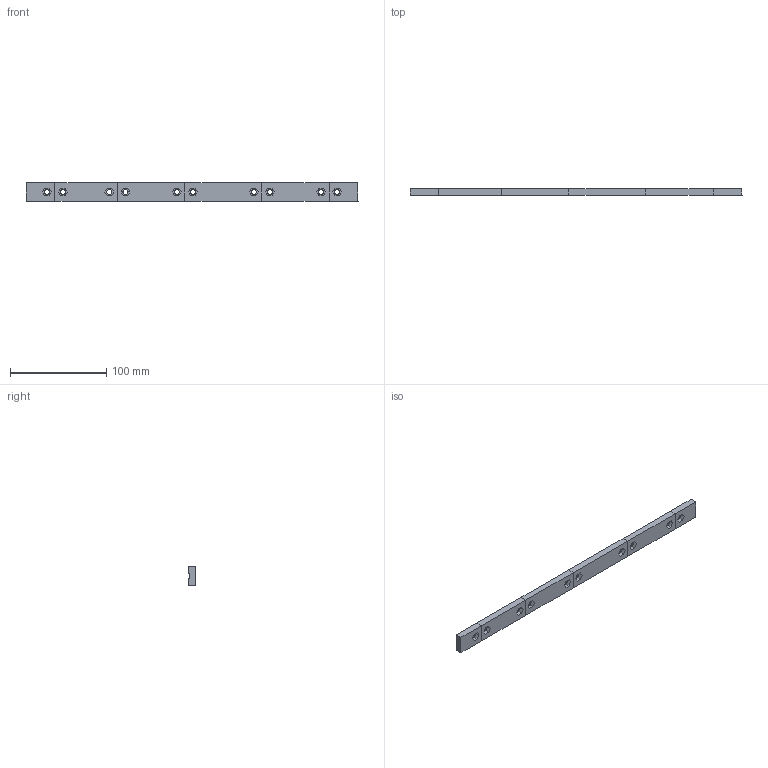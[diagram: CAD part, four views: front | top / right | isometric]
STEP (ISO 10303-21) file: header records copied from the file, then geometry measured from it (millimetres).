
FILE_DESCRIPTION(/* description */ (''),/* implementation_level */ '2;1');
FILE_NAME(/* name */ 'Links.step',/* time_stamp */ '2024-03-04T20:55:04-07:00',/* author */ (''),/* organization */ (''),/* preprocessor_version */ 'ST-DEVELOPER v20',/* originating_system */ 'Autodesk Translation Framework v12.20.1.177',/* authorisation */ '');
FILE_SCHEMA (('AUTOMOTIVE_DESIGN { 1 0 10303 214 3 1 1 }'));
Length unit declared in the file: millimetre
Products named in the file (7): Bottom Link; End Left; DB to DB; SB to SB; DB to SB; SB to DB; End Right
Assembly tree (6 placements, depth 2):
  Bottom Link
    End Left
    DB to DB
    SB to SB
    DB to SB
    SB to DB
    End Right
Bounding box: 345 x 6.86 x 19.44 mm (x, y, z)
Volume: 41053.4 mm3; surface area: 21010.2 mm2
Topology: 6 solids, 6 shells, 168 faces, 465 edges, 309 vertices
Faces by surface type: plane 158, cylinder 10
Full cylindrical faces by diameter (mm): 5.3 x10
Entity records: 5565 total; most frequent: CARTESIAN_POINT 955, ORIENTED_EDGE 930, DIRECTION 887, EDGE_CURVE 465, LINE 405, VECTOR 405, VERTEX_POINT 309, AXIS2_PLACEMENT_3D 241
